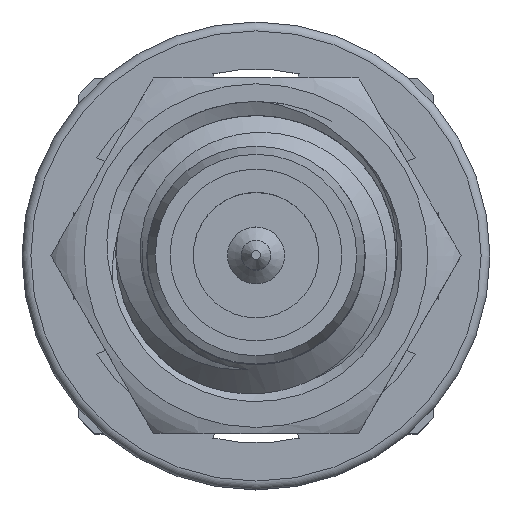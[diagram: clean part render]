
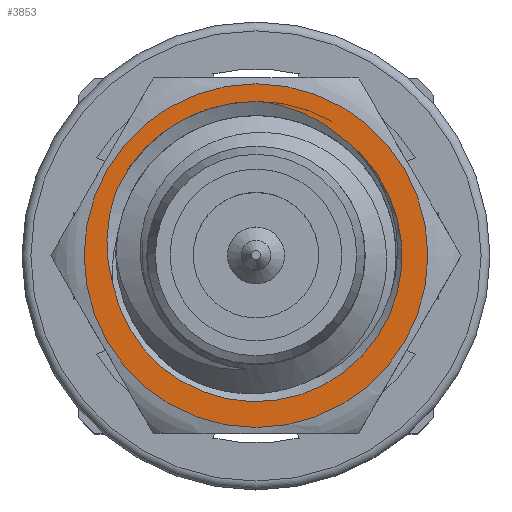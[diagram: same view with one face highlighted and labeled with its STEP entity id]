
A CAD part, top view. The second image highlights one B-rep face of the part: STEP entity #3853.
In plain terms, the highlighted planar face has unit normal (0, 0, 1).
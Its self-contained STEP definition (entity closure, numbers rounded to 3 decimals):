
#78=B_SPLINE_CURVE_WITH_KNOTS('',3,(#7210,#7211,#7212,#7213),
 .UNSPECIFIED.,.F.,.F.,(4,4),(0.,0.002),
 .UNSPECIFIED.);
#80=B_SPLINE_CURVE_WITH_KNOTS('',3,(#7289,#7290,#7291,#7292),
 .UNSPECIFIED.,.F.,.F.,(4,4),(0.003,0.005),
 .UNSPECIFIED.);
#153=PLANE('',#5279);
#1202=ORIENTED_EDGE('',*,*,#2159,.F.);
#1203=ORIENTED_EDGE('',*,*,#2173,.T.);
#1204=ORIENTED_EDGE('',*,*,#2157,.F.);
#1205=ORIENTED_EDGE('',*,*,#2165,.F.);
#1206=ORIENTED_EDGE('',*,*,#2139,.F.);
#2139=EDGE_CURVE('',#2661,#2661,#3019,.F.);
#2157=EDGE_CURVE('',#2679,#2680,#78,.T.);
#2159=EDGE_CURVE('',#2681,#2682,#80,.T.);
#2165=EDGE_CURVE('',#2682,#2679,#3021,.T.);
#2173=EDGE_CURVE('',#2681,#2680,#3027,.F.);
#2661=VERTEX_POINT('',#6856);
#2679=VERTEX_POINT('',#7209);
#2680=VERTEX_POINT('',#7214);
#2681=VERTEX_POINT('',#7293);
#2682=VERTEX_POINT('',#7294);
#3019=CIRCLE('',#5258,2.901);
#3021=CIRCLE('',#5262,2.605);
#3027=CIRCLE('',#5270,2.465);
#3192=EDGE_LOOP('',(#1202,#1203,#1204,#1205));
#3193=EDGE_LOOP('',(#1206));
#3496=FACE_BOUND('',#3192,.T.);
#3497=FACE_BOUND('',#3193,.T.);
#3853=ADVANCED_FACE('',(#3496,#3497),#153,.T.);
#5258=AXIS2_PLACEMENT_3D('',#6855,#5777,#5778);
#5262=AXIS2_PLACEMENT_3D('',#7485,#5785,#5786);
#5270=AXIS2_PLACEMENT_3D('',#7508,#5801,#5802);
#5279=AXIS2_PLACEMENT_3D('',#7523,#5825,#5826);
#5777=DIRECTION('',(0.,0.,1.));
#5778=DIRECTION('',(0.,-1.,0.));
#5785=DIRECTION('',(0.,0.,1.));
#5786=DIRECTION('',(0.,-1.,0.));
#5801=DIRECTION('',(0.,0.,1.));
#5802=DIRECTION('',(0.,-1.,0.));
#5825=DIRECTION('',(0.,0.,1.));
#5826=DIRECTION('',(0.,-1.,0.));
#6855=CARTESIAN_POINT('',(0.,0.,6.18));
#6856=CARTESIAN_POINT('',(0.,-2.901,6.18));
#7209=CARTESIAN_POINT('',(-2.353,1.119,6.18));
#7210=CARTESIAN_POINT('',(-2.353,1.119,6.18));
#7211=CARTESIAN_POINT('',(-2.545,0.615,6.18));
#7212=CARTESIAN_POINT('',(-2.569,0.061,6.18));
#7213=CARTESIAN_POINT('',(-2.423,-0.455,6.18));
#7214=CARTESIAN_POINT('',(-2.423,-0.455,6.18));
#7289=CARTESIAN_POINT('',(1.468,1.98,6.18));
#7290=CARTESIAN_POINT('',(1.064,2.341,6.18));
#7291=CARTESIAN_POINT('',(0.545,2.564,6.18));
#7292=CARTESIAN_POINT('',(0.,2.605,6.18));
#7293=CARTESIAN_POINT('',(1.468,1.98,6.18));
#7294=CARTESIAN_POINT('',(0.,2.605,6.18));
#7485=CARTESIAN_POINT('',(0.,0.,6.18));
#7508=CARTESIAN_POINT('',(0.,0.,6.18));
#7523=CARTESIAN_POINT('',(0.,0.,6.18));
